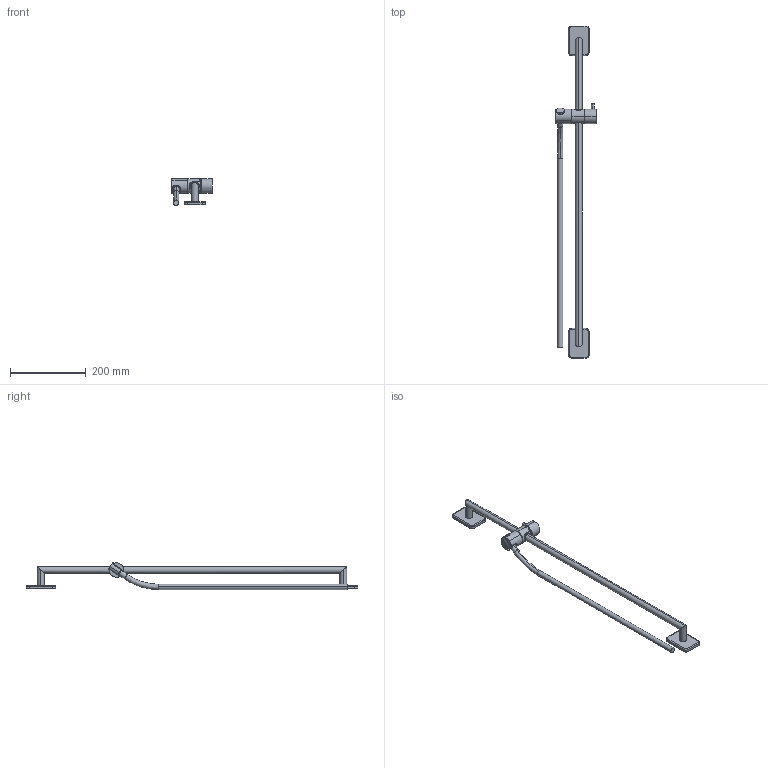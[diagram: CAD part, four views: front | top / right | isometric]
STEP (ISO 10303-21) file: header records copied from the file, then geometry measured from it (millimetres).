
FILE_DESCRIPTION (( 'STEP AP214' ), '1' );
FILE_NAME ('26413710.STEP', '2020-02-10T13:48:12', ( '' ), ( '' ), 'SwSTEP 2.0', 'SolidWorks 2017', '' );
FILE_SCHEMA (( 'AUTOMOTIVE_DESIGN' ));
Length unit declared in the file: millimetre
Products named in the file (14): 26413710; Planungsmodell_Huelse-+-09.12.12.217.90-1; Planungsmodell_Halter-+-05.28.22.590.01-1; Planungsmodell_Schieber-+-12.580.970-1_PDB_12580970-00; Planungsmodell_Mutter-+-09.24.04.282.90-01_K1_D23 x 30; Planungsmodell_Gabel-+-08.17.20.694.90-1; Planungsmodell_Schlauch-+-09.30.02.115-2_K1_35Grad; Planungsmodell_Schieber-+-08.18.40.580.90-1; Planungsmodell_Rohr_gerade-+-28.568.780-10_ _K365_38x30; Planungsmodell_Rohr_gerade-+-28.568.780-10_ _K366_37x1; Planungsmodell_Adapter-+-08.18.40.579.90-1; Planungsmodell_Schieber-+-08.30.12.507.90-1; Planungsmodell_Rohr_gerade-+-28.568.780-10_ _K367_7,9x15; Planungsmodell_Halter-+-09.27.71.005-1
Assembly tree (14 placements, depth 3):
  26413710
    Planungsmodell_Schieber-+-12.580.970-1_PDB_12580970-00
      Planungsmodell_Rohr_gerade-+-28.568.780-10_ _K367_7,9x15
      Planungsmodell_Adapter-+-08.18.40.579.90-1
      Planungsmodell_Rohr_gerade-+-28.568.780-10_ _K366_37x1
      Planungsmodell_Rohr_gerade-+-28.568.780-10_ _K365_38x30
      Planungsmodell_Schieber-+-08.18.40.580.90-1
      Planungsmodell_Huelse-+-09.12.12.217.90-1
      Planungsmodell_Gabel-+-08.17.20.694.90-1
      Planungsmodell_Schieber-+-08.30.12.507.90-1
    Planungsmodell_Mutter-+-09.24.04.282.90-01_K1_D23 x 30
    Planungsmodell_Schlauch-+-09.30.02.115-2_K1_35Grad
    Planungsmodell_Halter-+-05.28.22.590.01-1
    Planungsmodell_Halter-+-09.27.71.005-1  x2
Bounding box: 106.5 x 878.1 x 71.62 mm (x, y, z)
Volume: 504469.2 mm3; surface area: 140183.7 mm2
Topology: 13 solids, 13 shells, 148 faces, 340 edges, 218 vertices
Faces by surface type: cylinder 61, plane 60, cone 16, torus 10, bspline 1
Entity records: 5732 total; most frequent: CARTESIAN_POINT 2181, DIRECTION 642, ORIENTED_EDGE 600, EDGE_CURVE 300, AXIS2_PLACEMENT_3D 253, VERTEX_POINT 194, LINE 136, VECTOR 136
